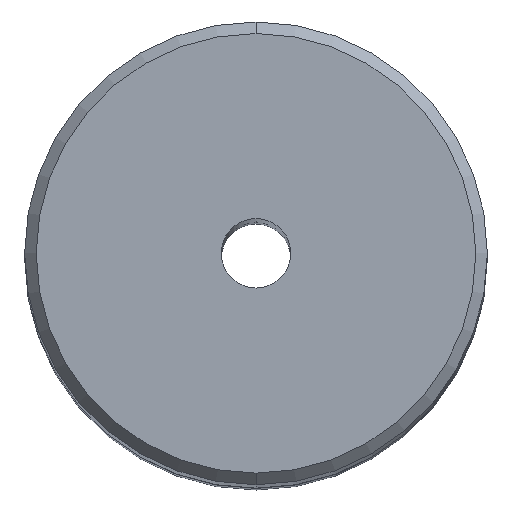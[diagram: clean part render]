
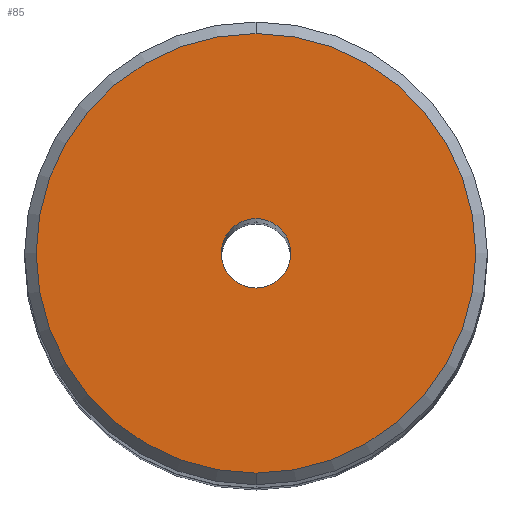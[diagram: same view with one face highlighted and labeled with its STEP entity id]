
A CAD part, top view. The second image highlights one B-rep face of the part: STEP entity #85.
In plain terms, the highlighted planar face has unit normal (0, 0, 1).
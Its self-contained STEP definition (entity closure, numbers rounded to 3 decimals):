
#55=PLANE('',#534);
#62=FACE_BOUND('',#142,.T.);
#63=FACE_BOUND('',#143,.T.);
#85=ADVANCED_FACE('',(#62,#63),#55,.F.);
#142=EDGE_LOOP('',(#230,#231));
#143=EDGE_LOOP('',(#232,#233));
#230=ORIENTED_EDGE('',*,*,#313,.F.);
#231=ORIENTED_EDGE('',*,*,#311,.F.);
#232=ORIENTED_EDGE('',*,*,#314,.F.);
#233=ORIENTED_EDGE('',*,*,#315,.F.);
#266=VERTEX_POINT('',#844);
#267=VERTEX_POINT('',#846);
#268=VERTEX_POINT('',#852);
#269=VERTEX_POINT('',#853);
#311=EDGE_CURVE('',#266,#267,#347,.T.);
#313=EDGE_CURVE('',#267,#266,#348,.T.);
#314=EDGE_CURVE('',#268,#269,#349,.T.);
#315=EDGE_CURVE('',#269,#268,#350,.T.);
#347=CIRCLE('',#528,9.5);
#348=CIRCLE('',#530,9.5);
#349=CIRCLE('',#532,1.5);
#350=CIRCLE('',#533,1.5);
#528=AXIS2_PLACEMENT_3D('',#845,#668,#669);
#530=AXIS2_PLACEMENT_3D('',#849,#673,#674);
#532=AXIS2_PLACEMENT_3D('',#851,#677,#678);
#533=AXIS2_PLACEMENT_3D('',#854,#679,#680);
#534=AXIS2_PLACEMENT_3D('',#855,#681,#682);
#668=DIRECTION('',(0.,0.,-1.));
#669=DIRECTION('',(0.,-1.,0.));
#673=DIRECTION('',(0.,0.,-1.));
#674=DIRECTION('',(0.,1.,0.));
#677=DIRECTION('',(0.,0.,1.));
#678=DIRECTION('',(0.,1.,0.));
#679=DIRECTION('',(0.,0.,1.));
#680=DIRECTION('',(0.,-1.,0.));
#681=DIRECTION('',(0.,0.,-1.));
#682=DIRECTION('',(0.,1.,0.));
#844=CARTESIAN_POINT('',(0.,-9.5,135.));
#845=CARTESIAN_POINT('',(0.,0.,135.));
#846=CARTESIAN_POINT('',(0.,9.5,135.));
#849=CARTESIAN_POINT('',(0.,0.,135.));
#851=CARTESIAN_POINT('',(0.,0.,135.));
#852=CARTESIAN_POINT('',(0.,1.5,135.));
#853=CARTESIAN_POINT('',(0.,-1.5,135.));
#854=CARTESIAN_POINT('',(0.,0.,135.));
#855=CARTESIAN_POINT('',(0.,0.,135.));
